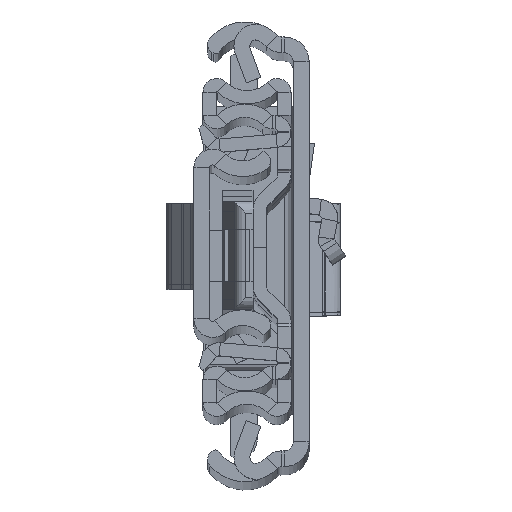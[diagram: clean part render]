
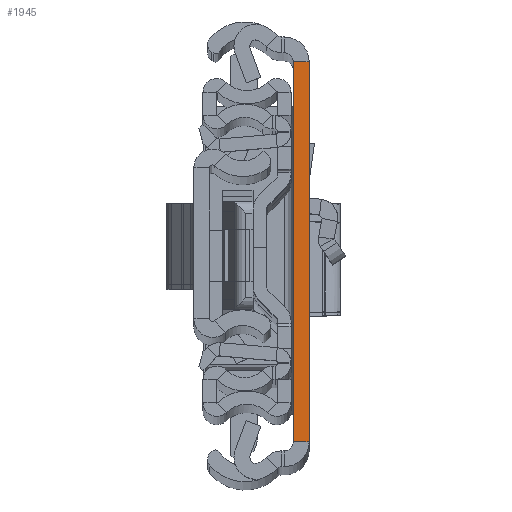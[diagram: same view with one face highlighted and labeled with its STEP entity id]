
A CAD part, top view. The second image highlights one B-rep face of the part: STEP entity #1945.
In plain terms, the highlighted planar face has unit normal (0, 0, 1).
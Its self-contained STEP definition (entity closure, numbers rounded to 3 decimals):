
#153 = AXIS2_PLACEMENT_3D ( 'NONE', #6962, #13071, #19148 ) ;
#869 = CARTESIAN_POINT ( 'NONE',  ( 0., 31.5, 0. ) ) ;
#1757 = LINE ( 'NONE', #7822, #15115 ) ;
#1885 = LINE ( 'NONE', #11216, #15681 ) ;
#1945 = ADVANCED_FACE ( 'NONE', ( #14463 ), #4201, .F. ) ;
#2219 = EDGE_CURVE ( 'NONE', #12406, #12506, #14614, .T. ) ;
#2957 = VECTOR ( 'NONE', #5935, 1000. ) ;
#3292 = VERTEX_POINT ( 'NONE', #6747 ) ;
#3574 = CARTESIAN_POINT ( 'NONE',  ( 2.6, 31.5, 0. ) ) ;
#3898 = EDGE_LOOP ( 'NONE', ( #11956, #5351, #12999, #14210 ) ) ;
#4156 = CARTESIAN_POINT ( 'NONE',  ( 2.6, 31.5, 0. ) ) ;
#4201 = PLANE ( 'NONE',  #153 ) ;
#5351 = ORIENTED_EDGE ( 'NONE', *, *, #14489, .F. ) ;
#5420 = EDGE_CURVE ( 'NONE', #3292, #12506, #17057, .T. ) ;
#5935 = DIRECTION ( 'NONE',  ( 1., 0., 0. ) ) ;
#6747 = CARTESIAN_POINT ( 'NONE',  ( 2.6, -31.5, 0. ) ) ;
#6962 = CARTESIAN_POINT ( 'NONE',  ( 2.6, -31.5, 0. ) ) ;
#7822 = CARTESIAN_POINT ( 'NONE',  ( 2.6, -31.5, 0. ) ) ;
#9895 = EDGE_CURVE ( 'NONE', #18681, #3292, #1757, .T. ) ;
#11102 = CARTESIAN_POINT ( 'NONE',  ( 2.6, -31.5, 0. ) ) ;
#11204 = DIRECTION ( 'NONE',  ( 0., 1., 0. ) ) ;
#11216 = CARTESIAN_POINT ( 'NONE',  ( 0., -31.5, 0. ) ) ;
#11956 = ORIENTED_EDGE ( 'NONE', *, *, #2219, .F. ) ;
#12406 = VERTEX_POINT ( 'NONE', #869 ) ;
#12506 = VERTEX_POINT ( 'NONE', #3574 ) ;
#12999 = ORIENTED_EDGE ( 'NONE', *, *, #9895, .T. ) ;
#13071 = DIRECTION ( 'NONE',  ( 0., 0., -1. ) ) ;
#13850 = DIRECTION ( 'NONE',  ( 1., 0., 0. ) ) ;
#14183 = DIRECTION ( 'NONE',  ( 0., 1., 0. ) ) ;
#14210 = ORIENTED_EDGE ( 'NONE', *, *, #5420, .T. ) ;
#14463 = FACE_OUTER_BOUND ( 'NONE', #3898, .T. ) ;
#14489 = EDGE_CURVE ( 'NONE', #18681, #12406, #1885, .T. ) ;
#14614 = LINE ( 'NONE', #4156, #2957 ) ;
#15115 = VECTOR ( 'NONE', #13850, 1000. ) ;
#15681 = VECTOR ( 'NONE', #14183, 1000. ) ;
#16123 = VECTOR ( 'NONE', #11204, 1000. ) ;
#17057 = LINE ( 'NONE', #11102, #16123 ) ;
#18681 = VERTEX_POINT ( 'NONE', #19010 ) ;
#19010 = CARTESIAN_POINT ( 'NONE',  ( 0., -31.5, 0. ) ) ;
#19148 = DIRECTION ( 'NONE',  ( 0., 1., 0. ) ) ;
